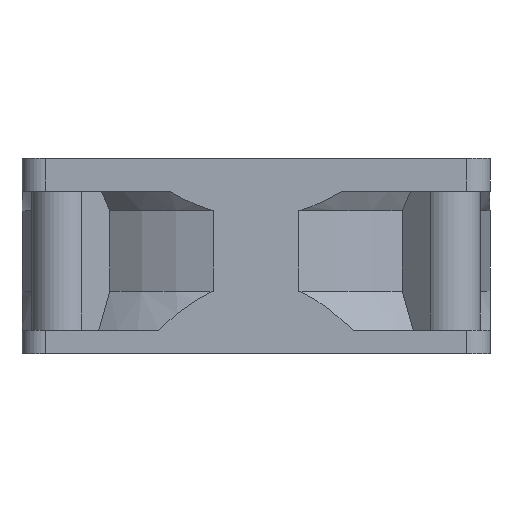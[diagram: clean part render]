
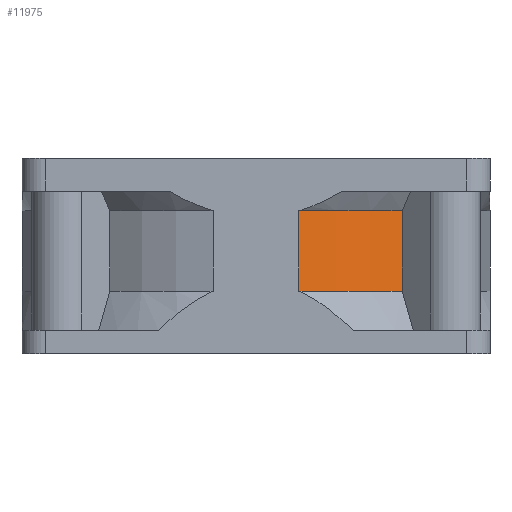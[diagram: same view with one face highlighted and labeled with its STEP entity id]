
A CAD part, front view. The second image highlights one B-rep face of the part: STEP entity #11975.
In plain terms, the highlighted cylindrical face has radius 30.5 mm (diameter 61 mm), a partial arc.
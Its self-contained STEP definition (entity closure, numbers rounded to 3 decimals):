
#2174 = PLANE('',#2175);
#2175 = AXIS2_PLACEMENT_3D('',#2176,#2177,#2178);
#2176 = CARTESIAN_POINT('',(26.999,-29.999,0.));
#2177 = DIRECTION('',(0.,-1.,0.));
#2178 = DIRECTION('',(0.,0.,1.));
#9221 = CONICAL_SURFACE('',#9222,31.25,0.54);
#9222 = AXIS2_PLACEMENT_3D('',#9223,#9224,#9225);
#9223 = CARTESIAN_POINT('',(0.,0.,19.55));
#9224 = DIRECTION('',(0.,0.,1.));
#9225 = DIRECTION('',(0.,-1.,0.));
#9249 = PLANE('',#9250);
#9250 = AXIS2_PLACEMENT_3D('',#9251,#9252,#9253);
#9251 = CARTESIAN_POINT('',(0.,-5.303,25.));
#9252 = DIRECTION('',(-0.707,-0.707,0.));
#9253 = DIRECTION('',(0.,0.,1.));
#10966 = EDGE_CURVE('',#10967,#10969,#10971,.T.);
#10967 = VERTEX_POINT('',#10968);
#10968 = CARTESIAN_POINT('',(5.507,-29.999,18.3));
#10969 = VERTEX_POINT('',#10970);
#10970 = CARTESIAN_POINT('',(18.751,-24.055,18.3));
#10971 = SURFACE_CURVE('',#10972,(#10977,#10984),.PCURVE_S1.);
#10972 = CIRCLE('',#10973,30.5);
#10973 = AXIS2_PLACEMENT_3D('',#10974,#10975,#10976);
#10974 = CARTESIAN_POINT('',(0.,0.,18.3));
#10975 = DIRECTION('',(-0.,0.,1.));
#10976 = DIRECTION('',(0.181,-0.984,0.));
#10977 = PCURVE('',#9221,#10978);
#10978 = DEFINITIONAL_REPRESENTATION('',(#10979),#10983);
#10979 = LINE('',#10980,#10981);
#10980 = CARTESIAN_POINT('',(0.182,-1.25));
#10981 = VECTOR('',#10982,1.);
#10982 = DIRECTION('',(1.,0.));
#10983 = ( GEOMETRIC_REPRESENTATION_CONTEXT(2) 
PARAMETRIC_REPRESENTATION_CONTEXT() REPRESENTATION_CONTEXT('2D SPACE',''
  ) );
#10984 = PCURVE('',#10985,#10990);
#10985 = CYLINDRICAL_SURFACE('',#10986,30.5);
#10986 = AXIS2_PLACEMENT_3D('',#10987,#10988,#10989);
#10987 = CARTESIAN_POINT('',(0.,0.,21.69));
#10988 = DIRECTION('',(0.,0.,-1.));
#10989 = DIRECTION('',(0.,1.,0.));
#10990 = DEFINITIONAL_REPRESENTATION('',(#10991),#10995);
#10991 = LINE('',#10992,#10993);
#10992 = CARTESIAN_POINT('',(2.96,3.39));
#10993 = VECTOR('',#10994,1.);
#10994 = DIRECTION('',(-1.,0.));
#10995 = ( GEOMETRIC_REPRESENTATION_CONTEXT(2) 
PARAMETRIC_REPRESENTATION_CONTEXT() REPRESENTATION_CONTEXT('2D SPACE',''
  ) );
#11975 = ADVANCED_FACE('',(#11976),#10985,.T.);
#11976 = FACE_BOUND('',#11977,.T.);
#11977 = EDGE_LOOP('',(#11978,#12009,#12030,#12031));
#11978 = ORIENTED_EDGE('',*,*,#11979,.F.);
#11979 = EDGE_CURVE('',#11980,#11982,#11984,.T.);
#11980 = VERTEX_POINT('',#11981);
#11981 = CARTESIAN_POINT('',(18.751,-24.055,8.));
#11982 = VERTEX_POINT('',#11983);
#11983 = CARTESIAN_POINT('',(5.507,-29.999,8.));
#11984 = SURFACE_CURVE('',#11985,(#11990,#11997),.PCURVE_S1.);
#11985 = CIRCLE('',#11986,30.5);
#11986 = AXIS2_PLACEMENT_3D('',#11987,#11988,#11989);
#11987 = CARTESIAN_POINT('',(0.,0.,8.));
#11988 = DIRECTION('',(0.,0.,-1.));
#11989 = DIRECTION('',(0.615,-0.789,0.));
#11990 = PCURVE('',#10985,#11991);
#11991 = DEFINITIONAL_REPRESENTATION('',(#11992),#11996);
#11992 = LINE('',#11993,#11994);
#11993 = CARTESIAN_POINT('',(2.479,13.69));
#11994 = VECTOR('',#11995,1.);
#11995 = DIRECTION('',(1.,0.));
#11996 = ( GEOMETRIC_REPRESENTATION_CONTEXT(2) 
PARAMETRIC_REPRESENTATION_CONTEXT() REPRESENTATION_CONTEXT('2D SPACE',''
  ) );
#11997 = PCURVE('',#11998,#12003);
#11998 = CONICAL_SURFACE('',#11999,31.5,0.381);
#11999 = AXIS2_PLACEMENT_3D('',#12000,#12001,#12002);
#12000 = CARTESIAN_POINT('',(0.,0.,5.5));
#12001 = DIRECTION('',(0.,0.,-1.));
#12002 = DIRECTION('',(0.,1.,0.));
#12003 = DEFINITIONAL_REPRESENTATION('',(#12004),#12008);
#12004 = LINE('',#12005,#12006);
#12005 = CARTESIAN_POINT('',(2.479,-2.5));
#12006 = VECTOR('',#12007,1.);
#12007 = DIRECTION('',(1.,0.));
#12008 = ( GEOMETRIC_REPRESENTATION_CONTEXT(2) 
PARAMETRIC_REPRESENTATION_CONTEXT() REPRESENTATION_CONTEXT('2D SPACE',''
  ) );
#12009 = ORIENTED_EDGE('',*,*,#12010,.F.);
#12010 = EDGE_CURVE('',#10969,#11980,#12011,.T.);
#12011 = SURFACE_CURVE('',#12012,(#12016,#12023),.PCURVE_S1.);
#12012 = LINE('',#12013,#12014);
#12013 = CARTESIAN_POINT('',(18.751,-24.055,18.3));
#12014 = VECTOR('',#12015,1.);
#12015 = DIRECTION('',(0.,0.,-1.));
#12016 = PCURVE('',#10985,#12017);
#12017 = DEFINITIONAL_REPRESENTATION('',(#12018),#12022);
#12018 = LINE('',#12019,#12020);
#12019 = CARTESIAN_POINT('',(2.479,3.39));
#12020 = VECTOR('',#12021,1.);
#12021 = DIRECTION('',(0.,1.));
#12022 = ( GEOMETRIC_REPRESENTATION_CONTEXT(2) 
PARAMETRIC_REPRESENTATION_CONTEXT() REPRESENTATION_CONTEXT('2D SPACE',''
  ) );
#12023 = PCURVE('',#9249,#12024);
#12024 = DEFINITIONAL_REPRESENTATION('',(#12025),#12029);
#12025 = LINE('',#12026,#12027);
#12026 = CARTESIAN_POINT('',(-6.7,-26.519));
#12027 = VECTOR('',#12028,1.);
#12028 = DIRECTION('',(-1.,0.));
#12029 = ( GEOMETRIC_REPRESENTATION_CONTEXT(2) 
PARAMETRIC_REPRESENTATION_CONTEXT() REPRESENTATION_CONTEXT('2D SPACE',''
  ) );
#12030 = ORIENTED_EDGE('',*,*,#10966,.F.);
#12031 = ORIENTED_EDGE('',*,*,#12032,.T.);
#12032 = EDGE_CURVE('',#10967,#11982,#12033,.T.);
#12033 = SURFACE_CURVE('',#12034,(#12038,#12045),.PCURVE_S1.);
#12034 = LINE('',#12035,#12036);
#12035 = CARTESIAN_POINT('',(5.507,-29.999,18.3));
#12036 = VECTOR('',#12037,1.);
#12037 = DIRECTION('',(0.,0.,-1.));
#12038 = PCURVE('',#10985,#12039);
#12039 = DEFINITIONAL_REPRESENTATION('',(#12040),#12044);
#12040 = LINE('',#12041,#12042);
#12041 = CARTESIAN_POINT('',(2.96,3.39));
#12042 = VECTOR('',#12043,1.);
#12043 = DIRECTION('',(0.,1.));
#12044 = ( GEOMETRIC_REPRESENTATION_CONTEXT(2) 
PARAMETRIC_REPRESENTATION_CONTEXT() REPRESENTATION_CONTEXT('2D SPACE',''
  ) );
#12045 = PCURVE('',#2174,#12046);
#12046 = DEFINITIONAL_REPRESENTATION('',(#12047),#12051);
#12047 = LINE('',#12048,#12049);
#12048 = CARTESIAN_POINT('',(18.3,21.492));
#12049 = VECTOR('',#12050,1.);
#12050 = DIRECTION('',(-1.,0.));
#12051 = ( GEOMETRIC_REPRESENTATION_CONTEXT(2) 
PARAMETRIC_REPRESENTATION_CONTEXT() REPRESENTATION_CONTEXT('2D SPACE',''
  ) );
